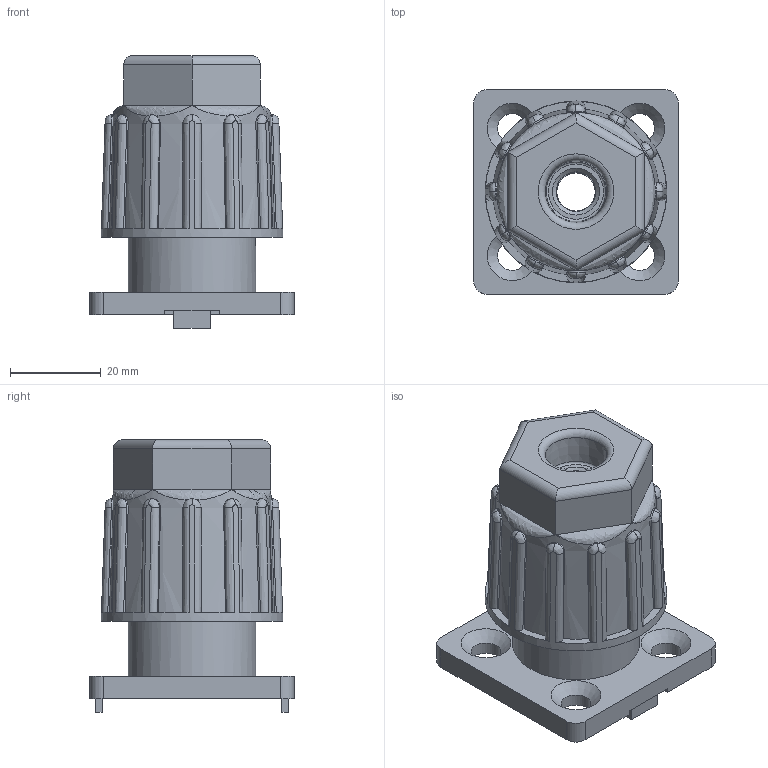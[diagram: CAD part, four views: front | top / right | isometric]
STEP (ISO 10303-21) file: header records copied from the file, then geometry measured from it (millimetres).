
FILE_DESCRIPTION (( 'STEP AP214' ), '1' );
FILE_NAME ('098h450808.STEP', '2015-01-14T12:58:01', ( 'Admin' ), ( 'Hewlett-Packard Company' ), 'SwSTEP 2.0', 'SolidWorks 2014', '' );
FILE_SCHEMA (( 'AUTOMOTIVE_DESIGN' ));
Length unit declared in the file: millimetre
Products named in the file (3): 098h45o0808_Standard; 098h40u_Standard; 098h450808
Assembly tree (2 placements, depth 2):
  098h450808
    098h40u_Standard
    098h45o0808_Standard
Bounding box: 45 x 45 x 60 mm (x, y, z)
Volume: 39072.8 mm3; surface area: 22109.9 mm2
Topology: 2 solids, 2 shells, 372 faces, 984 edges, 625 vertices
Faces by surface type: plane 151, cylinder 145, bspline 54, cone 16, torus 6
Full cylindrical faces by diameter (mm): 6.5 x4, 8.4 x1, 8.7 x1, 14 x1, 21 x1, 23 x1, 26 x1, 28 x1
Entity records: 14514 total; most frequent: CARTESIAN_POINT 6114, ORIENTED_EDGE 1908, DIRECTION 1436, EDGE_CURVE 954, VERTEX_POINT 618, AXIS2_PLACEMENT_3D 506, LINE 424, VECTOR 424
